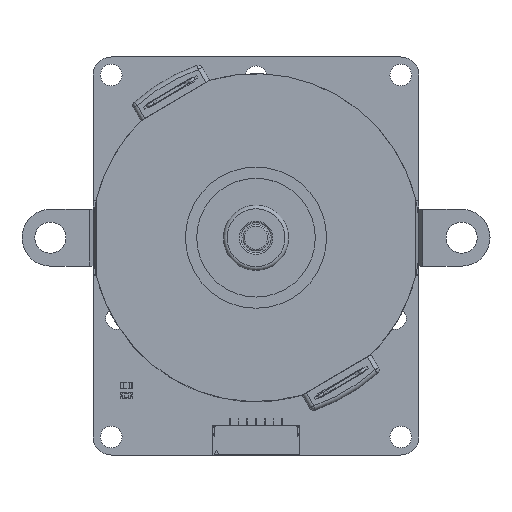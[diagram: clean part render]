
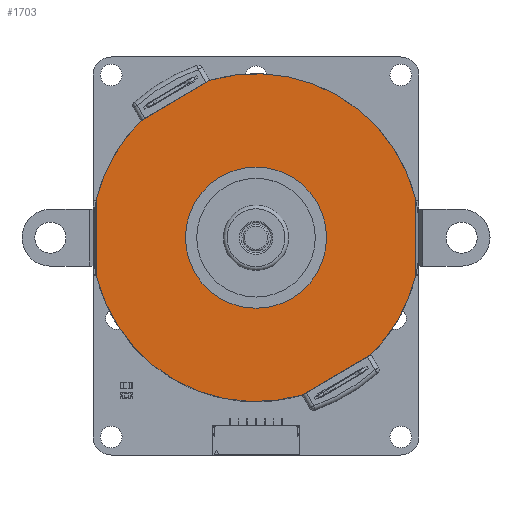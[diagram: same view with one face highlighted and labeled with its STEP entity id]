
A CAD part, top view. The second image highlights one B-rep face of the part: STEP entity #1703.
In plain terms, the highlighted planar face has unit normal (0, 0, 1).
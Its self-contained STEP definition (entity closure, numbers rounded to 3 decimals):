
#1589 = VERTEX_POINT('',#1590);
#1590 = CARTESIAN_POINT('',(-6.239,-21.774,18.85));
#1685 = VERTEX_POINT('',#1686);
#1686 = CARTESIAN_POINT('',(22.017,-5.321,18.85));
#1692 = EDGE_CURVE('',#1589,#1685,#1693,.T.);
#1693 = CIRCLE('',#1694,22.65);
#1694 = AXIS2_PLACEMENT_3D('',#1695,#1696,#1697);
#1695 = CARTESIAN_POINT('',(0.001,0.,18.85)
  );
#1696 = DIRECTION('',(0.,0.,1.));
#1697 = DIRECTION('',(-0.5,-0.866,0.));
#1703 = ADVANCED_FACE('',(#1704,#1824),#1835,.T.);
#1704 = FACE_BOUND('',#1705,.T.);
#1705 = EDGE_LOOP('',(#1706,#1716,#1729,#1730,#1738,#1747,#1762,#1770,
    #1785,#1794,#1802,#1811));
#1706 = ORIENTED_EDGE('',*,*,#1707,.F.);
#1707 = EDGE_CURVE('',#1708,#1710,#1712,.T.);
#1708 = VERTEX_POINT('',#1709);
#1709 = CARTESIAN_POINT('',(-6.441,-21.689,18.85));
#1710 = VERTEX_POINT('',#1711);
#1711 = CARTESIAN_POINT('',(-15.562,-16.423,18.85));
#1712 = LINE('',#1713,#1714);
#1713 = CARTESIAN_POINT('',(-13.6,-17.556,18.85));
#1714 = VECTOR('',#1715,1.);
#1715 = DIRECTION('',(-0.866,0.5,0.));
#1716 = ORIENTED_EDGE('',*,*,#1717,.F.);
#1717 = EDGE_CURVE('',#1589,#1708,#1718,.T.);
#1718 = B_SPLINE_CURVE_WITH_KNOTS('',5,(#1719,#1720,#1721,#1722,#1723,
    #1724,#1725,#1726,#1727,#1728),.UNSPECIFIED.,.F.,.F.,(6,4,6),(0.,
    0.223,1.),.UNSPECIFIED.);
#1719 = CARTESIAN_POINT('',(-6.239,-21.774,18.85));
#1720 = CARTESIAN_POINT('',(-6.248,-21.771,18.85));
#1721 = CARTESIAN_POINT('',(-6.258,-21.768,18.85));
#1722 = CARTESIAN_POINT('',(-6.267,-21.765,18.85));
#1723 = CARTESIAN_POINT('',(-6.277,-21.762,18.85));
#1724 = CARTESIAN_POINT('',(-6.32,-21.747,18.85));
#1725 = CARTESIAN_POINT('',(-6.352,-21.734,18.85));
#1726 = CARTESIAN_POINT('',(-6.384,-21.72,18.85));
#1727 = CARTESIAN_POINT('',(-6.414,-21.705,18.85));
#1728 = CARTESIAN_POINT('',(-6.441,-21.689,18.85));
#1729 = ORIENTED_EDGE('',*,*,#1692,.T.);
#1730 = ORIENTED_EDGE('',*,*,#1731,.F.);
#1731 = EDGE_CURVE('',#1732,#1685,#1734,.T.);
#1732 = VERTEX_POINT('',#1733);
#1733 = CARTESIAN_POINT('',(21.933,5.655,18.85));
#1734 = LINE('',#1735,#1736);
#1735 = CARTESIAN_POINT('',(22.07,-12.332,18.85));
#1736 = VECTOR('',#1737,1.);
#1737 = DIRECTION('',(0.008,-1.,0.));
#1738 = ORIENTED_EDGE('',*,*,#1739,.T.);
#1739 = EDGE_CURVE('',#1732,#1740,#1742,.T.);
#1740 = VERTEX_POINT('',#1741);
#1741 = CARTESIAN_POINT('',(15.738,16.29,18.85));
#1742 = CIRCLE('',#1743,22.65);
#1743 = AXIS2_PLACEMENT_3D('',#1744,#1745,#1746);
#1744 = CARTESIAN_POINT('',(0.001,0.,18.85)
  );
#1745 = DIRECTION('',(0.,0.,1.));
#1746 = DIRECTION('',(-0.5,-0.866,0.));
#1747 = ORIENTED_EDGE('',*,*,#1748,.T.);
#1748 = EDGE_CURVE('',#1740,#1749,#1751,.T.);
#1749 = VERTEX_POINT('',#1750);
#1750 = CARTESIAN_POINT('',(15.563,16.423,18.85));
#1751 = B_SPLINE_CURVE_WITH_KNOTS('',5,(#1752,#1753,#1754,#1755,#1756,
    #1757,#1758,#1759,#1760,#1761),.UNSPECIFIED.,.F.,.F.,(6,4,6),(0.,
    0.223,1.),.UNSPECIFIED.);
#1752 = CARTESIAN_POINT('',(15.738,16.29,18.85));
#1753 = CARTESIAN_POINT('',(15.73,16.297,18.85));
#1754 = CARTESIAN_POINT('',(15.723,16.304,18.85));
#1755 = CARTESIAN_POINT('',(15.716,16.311,18.85));
#1756 = CARTESIAN_POINT('',(15.708,16.318,18.85));
#1757 = CARTESIAN_POINT('',(15.674,16.347,18.85));
#1758 = CARTESIAN_POINT('',(15.647,16.369,18.85));
#1759 = CARTESIAN_POINT('',(15.618,16.389,18.85));
#1760 = CARTESIAN_POINT('',(15.59,16.407,18.85));
#1761 = CARTESIAN_POINT('',(15.563,16.423,18.85));
#1762 = ORIENTED_EDGE('',*,*,#1763,.F.);
#1763 = EDGE_CURVE('',#1764,#1749,#1766,.T.);
#1764 = VERTEX_POINT('',#1765);
#1765 = CARTESIAN_POINT('',(6.442,21.689,18.85));
#1766 = LINE('',#1767,#1768);
#1767 = CARTESIAN_POINT('',(8.404,20.556,18.85));
#1768 = VECTOR('',#1769,1.);
#1769 = DIRECTION('',(0.866,-0.5,0.));
#1770 = ORIENTED_EDGE('',*,*,#1771,.F.);
#1771 = EDGE_CURVE('',#1772,#1764,#1774,.T.);
#1772 = VERTEX_POINT('',#1773);
#1773 = CARTESIAN_POINT('',(6.24,21.774,18.85));
#1774 = B_SPLINE_CURVE_WITH_KNOTS('',5,(#1775,#1776,#1777,#1778,#1779,
    #1780,#1781,#1782,#1783,#1784),.UNSPECIFIED.,.F.,.F.,(6,4,6),(0.,
    0.223,1.),.UNSPECIFIED.);
#1775 = CARTESIAN_POINT('',(6.24,21.774,18.85));
#1776 = CARTESIAN_POINT('',(6.249,21.771,18.85));
#1777 = CARTESIAN_POINT('',(6.259,21.768,18.85));
#1778 = CARTESIAN_POINT('',(6.269,21.765,18.85));
#1779 = CARTESIAN_POINT('',(6.278,21.762,18.85));
#1780 = CARTESIAN_POINT('',(6.321,21.747,18.85));
#1781 = CARTESIAN_POINT('',(6.353,21.734,18.85));
#1782 = CARTESIAN_POINT('',(6.385,21.72,18.85));
#1783 = CARTESIAN_POINT('',(6.415,21.705,18.85));
#1784 = CARTESIAN_POINT('',(6.442,21.689,18.85));
#1785 = ORIENTED_EDGE('',*,*,#1786,.T.);
#1786 = EDGE_CURVE('',#1772,#1787,#1789,.T.);
#1787 = VERTEX_POINT('',#1788);
#1788 = CARTESIAN_POINT('',(-22.016,5.321,18.85));
#1789 = CIRCLE('',#1790,22.65);
#1790 = AXIS2_PLACEMENT_3D('',#1791,#1792,#1793);
#1791 = CARTESIAN_POINT('',(0.001,0.,18.85)
  );
#1792 = DIRECTION('',(0.,0.,1.));
#1793 = DIRECTION('',(-0.5,-0.866,0.));
#1794 = ORIENTED_EDGE('',*,*,#1795,.F.);
#1795 = EDGE_CURVE('',#1796,#1787,#1798,.T.);
#1796 = VERTEX_POINT('',#1797);
#1797 = CARTESIAN_POINT('',(-21.932,-5.655,18.85));
#1798 = LINE('',#1799,#1800);
#1799 = CARTESIAN_POINT('',(-22.069,12.332,18.85));
#1800 = VECTOR('',#1801,1.);
#1801 = DIRECTION('',(-0.008,1.,0.));
#1802 = ORIENTED_EDGE('',*,*,#1803,.T.);
#1803 = EDGE_CURVE('',#1796,#1804,#1806,.T.);
#1804 = VERTEX_POINT('',#1805);
#1805 = CARTESIAN_POINT('',(-15.736,-16.29,18.85));
#1806 = CIRCLE('',#1807,22.65);
#1807 = AXIS2_PLACEMENT_3D('',#1808,#1809,#1810);
#1808 = CARTESIAN_POINT('',(0.001,0.,18.85)
  );
#1809 = DIRECTION('',(0.,0.,1.));
#1810 = DIRECTION('',(-0.5,-0.866,0.));
#1811 = ORIENTED_EDGE('',*,*,#1812,.F.);
#1812 = EDGE_CURVE('',#1710,#1804,#1813,.T.);
#1813 = B_SPLINE_CURVE_WITH_KNOTS('',5,(#1814,#1815,#1816,#1817,#1818,
    #1819,#1820,#1821,#1822,#1823),.UNSPECIFIED.,.F.,.F.,(6,4,6),(0.,
    0.778,1.),.UNSPECIFIED.);
#1814 = CARTESIAN_POINT('',(-15.562,-16.423,18.85));
#1815 = CARTESIAN_POINT('',(-15.589,-16.407,18.85));
#1816 = CARTESIAN_POINT('',(-15.617,-16.389,18.85));
#1817 = CARTESIAN_POINT('',(-15.646,-16.369,18.85));
#1818 = CARTESIAN_POINT('',(-15.673,-16.347,18.85));
#1819 = CARTESIAN_POINT('',(-15.707,-16.317,18.85));
#1820 = CARTESIAN_POINT('',(-15.715,-16.311,18.85));
#1821 = CARTESIAN_POINT('',(-15.722,-16.304,18.85));
#1822 = CARTESIAN_POINT('',(-15.729,-16.297,18.85));
#1823 = CARTESIAN_POINT('',(-15.736,-16.29,18.85));
#1824 = FACE_BOUND('',#1825,.T.);
#1825 = EDGE_LOOP('',(#1826));
#1826 = ORIENTED_EDGE('',*,*,#1827,.F.);
#1827 = EDGE_CURVE('',#1828,#1828,#1830,.T.);
#1828 = VERTEX_POINT('',#1829);
#1829 = CARTESIAN_POINT('',(-4.874,-8.444,18.85));
#1830 = CIRCLE('',#1831,9.75);
#1831 = AXIS2_PLACEMENT_3D('',#1832,#1833,#1834);
#1832 = CARTESIAN_POINT('',(0.001,0.,18.85)
  );
#1833 = DIRECTION('',(0.,0.,1.));
#1834 = DIRECTION('',(-0.5,-0.866,0.));
#1835 = PLANE('',#1836);
#1836 = AXIS2_PLACEMENT_3D('',#1837,#1838,#1839);
#1837 = CARTESIAN_POINT('',(0.001,0.,18.85)
  );
#1838 = DIRECTION('',(0.,0.,1.));
#1839 = DIRECTION('',(0.866,-0.5,0.));
